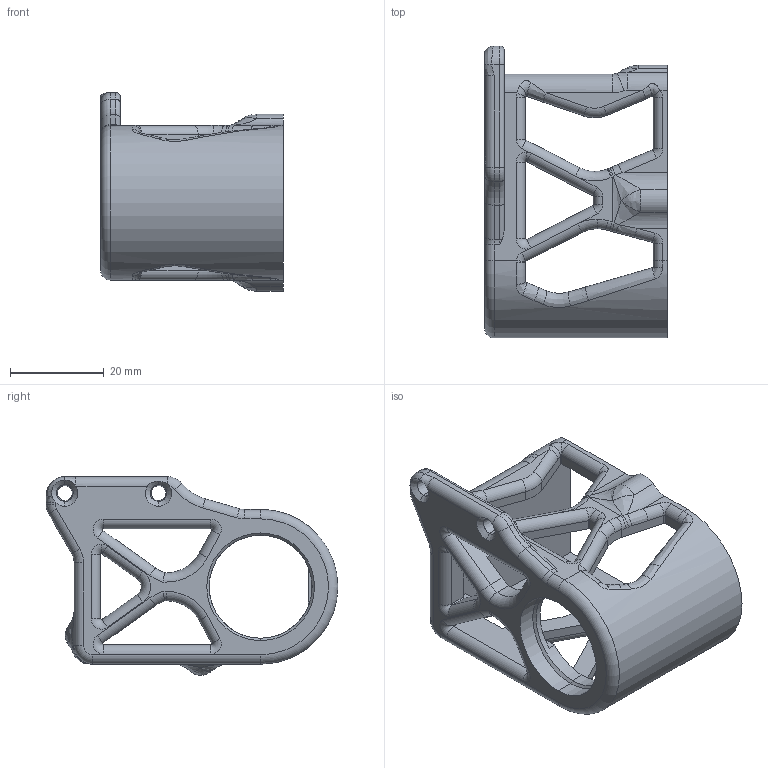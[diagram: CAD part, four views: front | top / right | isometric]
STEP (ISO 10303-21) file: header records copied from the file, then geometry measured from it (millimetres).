
FILE_DESCRIPTION (( 'STEP AP214' ), '1' );
FILE_NAME ('SAM_case2.STEP', '2025-01-01T01:44:25', ( '' ), ( '' ), 'SwSTEP 2.0', 'SolidWorks 2023', '' );
FILE_SCHEMA (( 'AUTOMOTIVE_DESIGN' ));
Length unit declared in the file: millimetre
Products named in the file (1): SAM_case2
Bounding box: 39 x 62.3 x 42.4 mm (x, y, z)
Volume: 21225.5 mm3; surface area: 13319.3 mm2
Topology: 1 solids, 1 shells, 369 faces, 921 edges, 543 vertices
Faces by surface type: cylinder 143, plane 78, torus 63, bspline 59, cone 26
Entity records: 13927 total; most frequent: CARTESIAN_POINT 5364, ORIENTED_EDGE 1830, DIRECTION 1818, EDGE_CURVE 915, AXIS2_PLACEMENT_3D 722, VERTEX_POINT 543, CIRCLE 411, EDGE_LOOP 388
